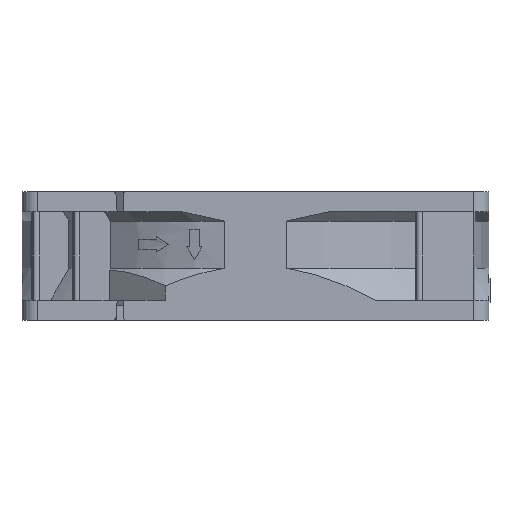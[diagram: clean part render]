
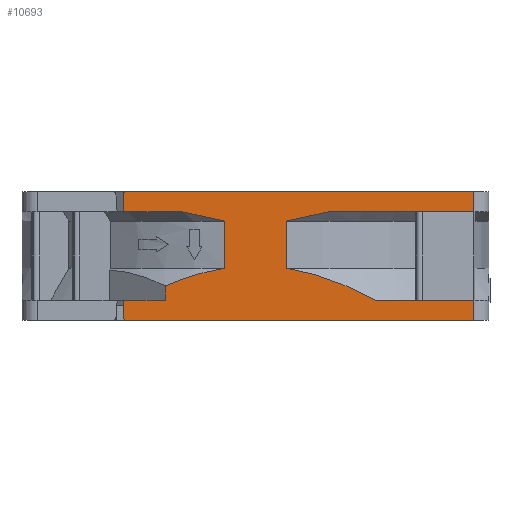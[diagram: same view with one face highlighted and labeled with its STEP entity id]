
A CAD part, left-side view. The second image highlights one B-rep face of the part: STEP entity #10693.
In plain terms, the highlighted planar face has unit normal (-1, 0, 0).
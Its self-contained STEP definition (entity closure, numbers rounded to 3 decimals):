
#444=DIRECTION('',(0.,0.,1.));
#445=VECTOR('',#444,4.);
#446=CARTESIAN_POINT('',(-46.,-43.,16.4));
#447=LINE('',#446,#445);
#452=DIRECTION('',(0.,-1.,0.));
#453=VECTOR('',#452,8.136);
#454=CARTESIAN_POINT('',(-46.,25.937,-1.));
#455=LINE('',#454,#453);
#456=DIRECTION('',(0.,0.,1.));
#457=VECTOR('',#456,2.83);
#458=CARTESIAN_POINT('',(-46.,17.801,-1.));
#459=LINE('',#458,#457);
#460=CARTESIAN_POINT('',(-46.,6.079,14.589));
#461=CARTESIAN_POINT('',(-46.,6.984,14.708));
#462=CARTESIAN_POINT('',(-46.,8.81,14.999));
#463=CARTESIAN_POINT('',(-46.,11.587,15.6));
#464=CARTESIAN_POINT('',(-46.,13.478,16.114));
#465=CARTESIAN_POINT('',(-46.,14.433,16.4));
#467=DIRECTION('',(0.,1.,0.));
#468=VECTOR('',#467,11.504);
#469=CARTESIAN_POINT('',(-46.,14.433,16.4));
#470=LINE('',#469,#468);
#471=DIRECTION('',(0.,0.,1.));
#472=VECTOR('',#471,3.5);
#473=CARTESIAN_POINT('',(-46.,25.937,16.4));
#474=LINE('',#473,#472);
#475=CARTESIAN_POINT('',(-46.,25.437,19.9));
#476=DIRECTION('',(1.,0.,0.));
#477=DIRECTION('',(0.,1.,0.));
#478=AXIS2_PLACEMENT_3D('',#475,#476,#477);
#480=DIRECTION('',(0.,1.,0.));
#481=VECTOR('',#480,28.567);
#482=CARTESIAN_POINT('',(-46.,-43.,16.4));
#483=LINE('',#482,#481);
#484=CARTESIAN_POINT('',(-46.,-14.433,16.4));
#485=CARTESIAN_POINT('',(-46.,-13.472,16.112));
#486=CARTESIAN_POINT('',(-46.,-11.572,15.596));
#487=CARTESIAN_POINT('',(-46.,-8.794,14.996));
#488=CARTESIAN_POINT('',(-46.,-6.978,14.707));
#489=CARTESIAN_POINT('',(-46.,-6.079,14.589));
#491=CARTESIAN_POINT('',(-46.,25.437,-4.5));
#492=DIRECTION('',(1.,0.,0.));
#493=DIRECTION('',(0.,0.,-1.));
#494=AXIS2_PLACEMENT_3D('',#491,#492,#493);
#811=DIRECTION('',(0.,1.,0.));
#812=VECTOR('',#811,68.437);
#813=CARTESIAN_POINT('',(-46.,-43.,20.4));
#814=LINE('',#813,#812);
#1384=DIRECTION('',(0.,-1.,0.));
#1385=VECTOR('',#1384,68.437);
#1386=CARTESIAN_POINT('',(-46.,25.437,-5.));
#1387=LINE('',#1386,#1385);
#1941=DIRECTION('',(0.,0.,-1.));
#1942=VECTOR('',#1941,3.5);
#1943=CARTESIAN_POINT('',(-46.,25.937,-1.));
#1944=LINE('',#1943,#1942);
#2037=CARTESIAN_POINT('',(-46.,6.079,5.303));
#2038=CARTESIAN_POINT('',(-46.,7.326,5.109));
#2039=CARTESIAN_POINT('',(-46.,9.857,4.597));
#2040=CARTESIAN_POINT('',(-46.,13.736,3.454));
#2041=CARTESIAN_POINT('',(-46.,16.431,2.417));
#2042=CARTESIAN_POINT('',(-46.,17.801,1.83));
#2048=DIRECTION('',(0.,0.,-1.));
#2049=VECTOR('',#2048,9.286);
#2050=CARTESIAN_POINT('',(-46.,6.079,14.589));
#2051=LINE('',#2050,#2049);
#2238=DIRECTION('',(0.,0.,1.));
#2239=VECTOR('',#2238,4.);
#2240=CARTESIAN_POINT('',(-46.,-43.,-5.));
#2241=LINE('',#2240,#2239);
#2286=DIRECTION('',(0.,1.,0.));
#2287=VECTOR('',#2286,19.385);
#2288=CARTESIAN_POINT('',(-46.,-43.,-1.));
#2289=LINE('',#2288,#2287);
#2484=DIRECTION('',(0.,0.,1.));
#2485=VECTOR('',#2484,9.286);
#2486=CARTESIAN_POINT('',(-46.,-6.079,5.303));
#2487=LINE('',#2486,#2485);
#2488=CARTESIAN_POINT('',(-46.,-23.615,-1.));
#2489=CARTESIAN_POINT('',(-46.,-22.695,-0.501));
#2490=CARTESIAN_POINT('',(-46.,-20.885,0.434));
#2491=CARTESIAN_POINT('',(-46.,-18.274,1.648));
#2492=CARTESIAN_POINT('',(-46.,-15.739,2.692));
#2493=CARTESIAN_POINT('',(-46.,-13.266,3.574));
#2494=CARTESIAN_POINT('',(-46.,-10.837,4.305));
#2495=CARTESIAN_POINT('',(-46.,-8.446,4.888));
#2496=CARTESIAN_POINT('',(-46.,-6.865,5.181));
#2497=CARTESIAN_POINT('',(-46.,-6.079,5.303));
#8130=CARTESIAN_POINT('',(-46.,-43.,16.4));
#8131=CARTESIAN_POINT('',(-46.,-43.,20.4));
#8132=VERTEX_POINT('',#8130);
#8133=VERTEX_POINT('',#8131);
#8134=CARTESIAN_POINT('',(-46.,-43.,-5.));
#8135=CARTESIAN_POINT('',(-46.,-43.,-1.));
#8136=VERTEX_POINT('',#8134);
#8137=VERTEX_POINT('',#8135);
#8158=CARTESIAN_POINT('',(-46.,25.937,-1.));
#8159=CARTESIAN_POINT('',(-46.,17.801,-1.));
#8160=VERTEX_POINT('',#8158);
#8161=VERTEX_POINT('',#8159);
#8162=CARTESIAN_POINT('',(-46.,17.801,1.83));
#8163=VERTEX_POINT('',#8162);
#8164=VERTEX_POINT('',#2037);
#8165=CARTESIAN_POINT('',(-46.,6.079,14.589));
#8166=VERTEX_POINT('',#8165);
#8167=VERTEX_POINT('',#465);
#8168=CARTESIAN_POINT('',(-46.,25.937,16.4));
#8169=VERTEX_POINT('',#8168);
#8170=CARTESIAN_POINT('',(-46.,25.937,19.9));
#8171=VERTEX_POINT('',#8170);
#8172=CARTESIAN_POINT('',(-46.,25.437,20.4));
#8173=VERTEX_POINT('',#8172);
#8174=CARTESIAN_POINT('',(-46.,-14.433,16.4));
#8175=VERTEX_POINT('',#8174);
#8176=VERTEX_POINT('',#489);
#8177=CARTESIAN_POINT('',(-46.,-6.079,5.303));
#8178=VERTEX_POINT('',#8177);
#8179=VERTEX_POINT('',#2488);
#8180=CARTESIAN_POINT('',(-46.,25.437,-5.));
#8181=VERTEX_POINT('',#8180);
#8182=CARTESIAN_POINT('',(-46.,25.937,-4.5));
#8183=VERTEX_POINT('',#8182);
#10649=CARTESIAN_POINT('',(-46.,46.,-5.));
#10650=DIRECTION('',(1.,0.,0.));
#10651=DIRECTION('',(0.,-1.,0.));
#10652=AXIS2_PLACEMENT_3D('',#10649,#10650,#10651);
#10653=PLANE('',#10652);
#10655=ORIENTED_EDGE('',*,*,#10654,.T.);
#10657=ORIENTED_EDGE('',*,*,#10656,.T.);
#10659=ORIENTED_EDGE('',*,*,#10658,.F.);
#10661=ORIENTED_EDGE('',*,*,#10660,.F.);
#10663=ORIENTED_EDGE('',*,*,#10662,.T.);
#10665=ORIENTED_EDGE('',*,*,#10664,.T.);
#10667=ORIENTED_EDGE('',*,*,#10666,.T.);
#10669=ORIENTED_EDGE('',*,*,#10668,.T.);
#10671=ORIENTED_EDGE('',*,*,#10670,.F.);
#10672=ORIENTED_EDGE('',*,*,#10639,.F.);
#10674=ORIENTED_EDGE('',*,*,#10673,.T.);
#10676=ORIENTED_EDGE('',*,*,#10675,.T.);
#10678=ORIENTED_EDGE('',*,*,#10677,.F.);
#10680=ORIENTED_EDGE('',*,*,#10679,.F.);
#10682=ORIENTED_EDGE('',*,*,#10681,.F.);
#10684=ORIENTED_EDGE('',*,*,#10683,.F.);
#10686=ORIENTED_EDGE('',*,*,#10685,.F.);
#10688=ORIENTED_EDGE('',*,*,#10687,.T.);
#10690=ORIENTED_EDGE('',*,*,#10689,.F.);
#10691=EDGE_LOOP('',(#10655,#10657,#10659,#10661,#10663,#10665,#10667,#10669,
#10671,#10672,#10674,#10676,#10678,#10680,#10682,#10684,#10686,#10688,#10690));
#10692=FACE_OUTER_BOUND('',#10691,.F.);
#10693=ADVANCED_FACE('',(#10692),#10653,.F.);
#466=B_SPLINE_CURVE_WITH_KNOTS('',3,(#460,#461,#462,#463,#464,#465),
.UNSPECIFIED.,.F.,.F.,(4,1,1,4),(0.,0.333,0.667,1.),
.UNSPECIFIED.);
#479=CIRCLE('',#478,0.5);
#490=B_SPLINE_CURVE_WITH_KNOTS('',3,(#484,#485,#486,#487,#488,#489),
.UNSPECIFIED.,.F.,.F.,(4,1,1,4),(0.,0.333,0.667,1.),
.UNSPECIFIED.);
#495=CIRCLE('',#494,0.5);
#2043=B_SPLINE_CURVE_WITH_KNOTS('',3,(#2037,#2038,#2039,#2040,#2041,#2042),
.UNSPECIFIED.,.F.,.F.,(4,1,1,4),(0.,0.333,0.667,1.),
.UNSPECIFIED.);
#2498=B_SPLINE_CURVE_WITH_KNOTS('',3,(#2488,#2489,#2490,#2491,#2492,#2493,#2494,
#2495,#2496,#2497),.UNSPECIFIED.,.F.,.F.,(4,1,1,1,1,1,1,4),(0.,
0.143,0.286,0.429,0.571,
0.714,0.857,1.),.UNSPECIFIED.);
#10639=EDGE_CURVE('',#8132,#8133,#447,.T.);
#10654=EDGE_CURVE('',#8160,#8161,#455,.T.);
#10656=EDGE_CURVE('',#8161,#8163,#459,.T.);
#10658=EDGE_CURVE('',#8164,#8163,#2043,.T.);
#10660=EDGE_CURVE('',#8166,#8164,#2051,.T.);
#10662=EDGE_CURVE('',#8166,#8167,#466,.T.);
#10664=EDGE_CURVE('',#8167,#8169,#470,.T.);
#10666=EDGE_CURVE('',#8169,#8171,#474,.T.);
#10668=EDGE_CURVE('',#8171,#8173,#479,.T.);
#10670=EDGE_CURVE('',#8133,#8173,#814,.T.);
#10673=EDGE_CURVE('',#8132,#8175,#483,.T.);
#10675=EDGE_CURVE('',#8175,#8176,#490,.T.);
#10677=EDGE_CURVE('',#8178,#8176,#2487,.T.);
#10679=EDGE_CURVE('',#8179,#8178,#2498,.T.);
#10681=EDGE_CURVE('',#8137,#8179,#2289,.T.);
#10683=EDGE_CURVE('',#8136,#8137,#2241,.T.);
#10685=EDGE_CURVE('',#8181,#8136,#1387,.T.);
#10687=EDGE_CURVE('',#8181,#8183,#495,.T.);
#10689=EDGE_CURVE('',#8160,#8183,#1944,.T.);
